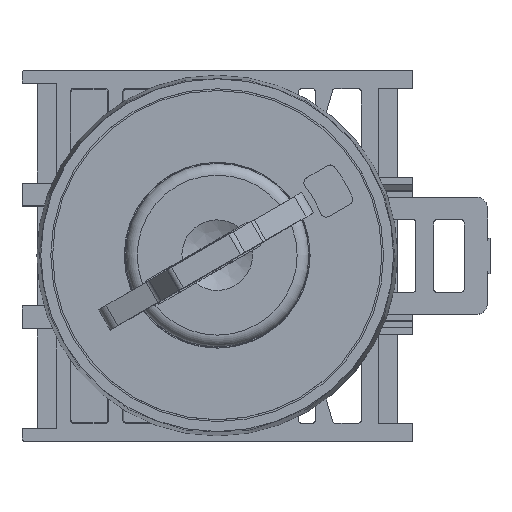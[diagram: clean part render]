
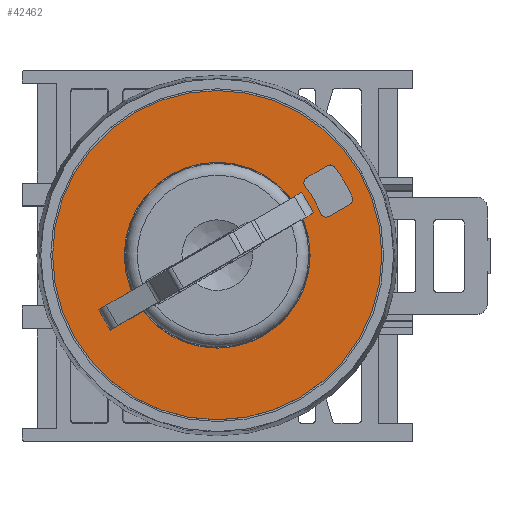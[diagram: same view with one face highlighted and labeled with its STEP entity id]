
A CAD part, top view. The second image highlights one B-rep face of the part: STEP entity #42462.
In plain terms, the highlighted planar face has unit normal (0, 0, 1).
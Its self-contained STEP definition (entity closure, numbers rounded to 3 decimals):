
#516=FACE_BOUND('',#6414,.T.);
#517=FACE_BOUND('',#6415,.T.);
#2027=PLANE('',#45919);
#4176=FACE_OUTER_BOUND('',#6413,.T.);
#6413=EDGE_LOOP('',(#37704));
#6414=EDGE_LOOP('',(#37705,#37706));
#6415=EDGE_LOOP('',(#37707,#37708,#37709,#37710,#37711,#37712,#37713,#37714));
#7708=CIRCLE('',#45801,7.903);
#7709=CIRCLE('',#45802,7.903);
#7717=CIRCLE('',#45814,0.5);
#7719=CIRCLE('',#45817,9.5);
#7722=CIRCLE('',#45821,0.5);
#7723=CIRCLE('',#45823,0.5);
#7725=CIRCLE('',#45826,12.494);
#7727=CIRCLE('',#45829,0.5);
#7776=CIRCLE('',#45918,14.);
#12091=LINE('',#79783,#16057);
#12092=LINE('',#79785,#16058);
#16057=VECTOR('',#56531,10.);
#16058=VECTOR('',#56534,10.);
#19806=VERTEX_POINT('',#79709);
#19807=VERTEX_POINT('',#79711);
#19817=VERTEX_POINT('',#79740);
#19818=VERTEX_POINT('',#79741);
#19821=VERTEX_POINT('',#79749);
#19824=VERTEX_POINT('',#79757);
#19825=VERTEX_POINT('',#79761);
#19826=VERTEX_POINT('',#79762);
#19829=VERTEX_POINT('',#79770);
#19831=VERTEX_POINT('',#79776);
#19888=VERTEX_POINT('',#79970);
#25700=EDGE_CURVE('',#19807,#19806,#7708,.T.);
#25701=EDGE_CURVE('',#19806,#19807,#7709,.T.);
#25715=EDGE_CURVE('',#19817,#19818,#7717,.T.);
#25719=EDGE_CURVE('',#19818,#19821,#7719,.T.);
#25723=EDGE_CURVE('',#19821,#19824,#7722,.T.);
#25725=EDGE_CURVE('',#19825,#19826,#7723,.T.);
#25729=EDGE_CURVE('',#19829,#19826,#7725,.T.);
#25732=EDGE_CURVE('',#19829,#19831,#7727,.T.);
#25736=EDGE_CURVE('',#19817,#19831,#12091,.T.);
#25737=EDGE_CURVE('',#19825,#19824,#12092,.T.);
#25830=EDGE_CURVE('',#19888,#19888,#7776,.T.);
#37704=ORIENTED_EDGE('',*,*,#25830,.T.);
#37705=ORIENTED_EDGE('',*,*,#25700,.T.);
#37706=ORIENTED_EDGE('',*,*,#25701,.T.);
#37707=ORIENTED_EDGE('',*,*,#25736,.T.);
#37708=ORIENTED_EDGE('',*,*,#25732,.F.);
#37709=ORIENTED_EDGE('',*,*,#25729,.T.);
#37710=ORIENTED_EDGE('',*,*,#25725,.F.);
#37711=ORIENTED_EDGE('',*,*,#25737,.T.);
#37712=ORIENTED_EDGE('',*,*,#25723,.F.);
#37713=ORIENTED_EDGE('',*,*,#25719,.F.);
#37714=ORIENTED_EDGE('',*,*,#25715,.F.);
#42462=ADVANCED_FACE('',(#4176,#516,#517),#2027,.T.);
#45801=AXIS2_PLACEMENT_3D('',#79712,#56454,#56455);
#45802=AXIS2_PLACEMENT_3D('',#79713,#56456,#56457);
#45814=AXIS2_PLACEMENT_3D('',#79742,#56486,#56487);
#45817=AXIS2_PLACEMENT_3D('',#79750,#56494,#56495);
#45821=AXIS2_PLACEMENT_3D('',#79758,#56503,#56504);
#45823=AXIS2_PLACEMENT_3D('',#79763,#56508,#56509);
#45826=AXIS2_PLACEMENT_3D('',#79771,#56516,#56517);
#45829=AXIS2_PLACEMENT_3D('',#79777,#56523,#56524);
#45918=AXIS2_PLACEMENT_3D('',#79972,#56750,#56751);
#45919=AXIS2_PLACEMENT_3D('',#79973,#56752,#56753);
#56454=DIRECTION('center_axis',(0.,0.,
-1.));
#56455=DIRECTION('ref_axis',(-0.866,-0.5,0.));
#56456=DIRECTION('center_axis',(0.,0.,
-1.));
#56457=DIRECTION('ref_axis',(-0.866,-0.5,0.));
#56486=DIRECTION('center_axis',(0.,0.,
1.));
#56487=DIRECTION('ref_axis',(-0.982,0.19,0.));
#56494=DIRECTION('center_axis',(0.,0.,
-1.));
#56495=DIRECTION('ref_axis',(-0.949,-0.317,0.));
#56503=DIRECTION('center_axis',(0.,0.,
1.));
#56504=DIRECTION('ref_axis',(-0.326,-0.945,0.));
#56508=DIRECTION('center_axis',(0.,0.,
1.));
#56509=DIRECTION('ref_axis',(0.949,-0.315,0.));
#56516=DIRECTION('center_axis',(0.,0.,
-1.));
#56517=DIRECTION('ref_axis',(0.932,0.362,0.));
#56523=DIRECTION('center_axis',(0.,0.,
1.));
#56524=DIRECTION('ref_axis',(0.202,0.979,0.));
#56531=DIRECTION('',(0.866,0.5,0.));
#56534=DIRECTION('',(-0.866,-0.5,0.));
#56750=DIRECTION('center_axis',(0.,0.,
1.));
#56751=DIRECTION('ref_axis',(0.5,-0.866,0.));
#56752=DIRECTION('center_axis',(0.,0.,
1.));
#56753=DIRECTION('ref_axis',(0.5,-0.866,0.));
#79709=CARTESIAN_POINT('',(6.844,3.951,20.205));
#79711=CARTESIAN_POINT('',(-6.844,-3.951,20.205));
#79712=CARTESIAN_POINT('Origin',(0.,0.,
20.205));
#79713=CARTESIAN_POINT('Origin',(0.,0.,
20.205));
#79740=CARTESIAN_POINT('',(7.625,6.596,20.205));
#79741=CARTESIAN_POINT('',(7.481,5.855,20.205));
#79742=CARTESIAN_POINT('Origin',(7.875,6.163,20.205));
#79749=CARTESIAN_POINT('',(8.811,3.551,20.205));
#79750=CARTESIAN_POINT('Origin',(0.,0.,
20.205));
#79757=CARTESIAN_POINT('',(9.525,3.305,20.205));
#79758=CARTESIAN_POINT('Origin',(9.275,3.738,20.205));
#79761=CARTESIAN_POINT('',(11.266,4.31,20.205));
#79762=CARTESIAN_POINT('',(11.475,4.941,20.205));
#79763=CARTESIAN_POINT('Origin',(11.016,4.743,20.205));
#79770=CARTESIAN_POINT('',(10.017,7.467,20.205));
#79771=CARTESIAN_POINT('Origin',(0.,0.,
20.205));
#79776=CARTESIAN_POINT('',(9.366,7.601,20.205));
#79777=CARTESIAN_POINT('Origin',(9.616,7.168,20.205));
#79783=CARTESIAN_POINT('',(3.081,3.972,20.205));
#79785=CARTESIAN_POINT('',(4.781,0.567,20.205));
#79970=CARTESIAN_POINT('',(-7.,12.124,20.205));
#79972=CARTESIAN_POINT('Origin',(0.,0.,
20.205));
#79973=CARTESIAN_POINT('Origin',(0.,0.,
20.205));
